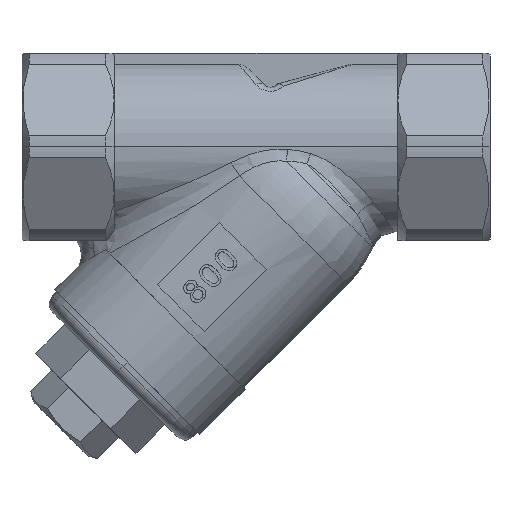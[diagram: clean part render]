
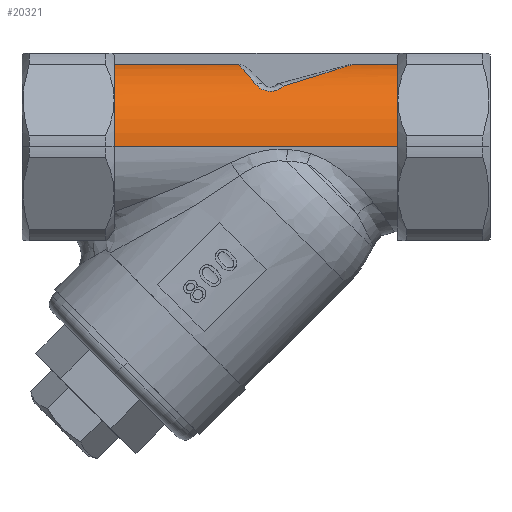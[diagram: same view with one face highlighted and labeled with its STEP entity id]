
A CAD part, top view. The second image highlights one B-rep face of the part: STEP entity #20321.
In plain terms, the highlighted cylindrical face has radius 14.5 mm (diameter 29 mm), a partial arc.
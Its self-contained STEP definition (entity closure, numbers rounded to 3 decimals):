
#803 = LINE ( 'NONE', #4047, #21588 ) ;
#1192 = CARTESIAN_POINT ( 'NONE',  ( 37.312, 14.071, 3.5 ) ) ;
#1404 = CARTESIAN_POINT ( 'NONE',  ( 43.388, 9.574, 10.89 ) ) ;
#1494 = CARTESIAN_POINT ( 'NONE',  ( 40.224, 10.693, 9.793 ) ) ;
#2011 = LINE ( 'NONE', #17099, #6747 ) ;
#2220 = CARTESIAN_POINT ( 'NONE',  ( 84.525, 0., 0. ) ) ;
#2583 =( BOUNDED_CURVE ( )  B_SPLINE_CURVE ( 3, ( #23272, #25304, #13276, #1192 ),
 .UNSPECIFIED., .F., .F. ) 
 B_SPLINE_CURVE_WITH_KNOTS ( ( 4, 4 ),
 ( 2.4, 2.898 ),
 .UNSPECIFIED. ) 
 CURVE ( )  GEOMETRIC_REPRESENTATION_ITEM ( )  RATIONAL_B_SPLINE_CURVE ( ( 1., 0.979, 0.979, 1. ) ) 
 REPRESENTATION_ITEM ( '' )  );
#2596 = CARTESIAN_POINT ( 'NONE',  ( 84.525, 14.071, 3.5 ) ) ;
#3020 = VERTEX_POINT ( 'NONE', #22250 ) ;
#3318 = CYLINDRICAL_SURFACE ( 'NONE', #4871, 14.5 ) ;
#3421 = CARTESIAN_POINT ( 'NONE',  ( 42.916, 9.51, 10.946 ) ) ;
#3425 = VERTEX_POINT ( 'NONE', #10283 ) ;
#3573 = CARTESIAN_POINT ( 'NONE',  ( 56.703, 14.071, 3.5 ) ) ;
#4047 = CARTESIAN_POINT ( 'NONE',  ( 84.525, 0., 14.5 ) ) ;
#4838 = CARTESIAN_POINT ( 'NONE',  ( 64.5, 14.071, 3.5 ) ) ;
#4871 = AXIS2_PLACEMENT_3D ( 'NONE', #2220, #16409, #14407 ) ;
#5327 = CARTESIAN_POINT ( 'NONE',  ( 16., 0., 14.5 ) ) ;
#5433 = CARTESIAN_POINT ( 'NONE',  ( 42.558, 9.505, 10.95 ) ) ;
#5445 = CARTESIAN_POINT ( 'NONE',  ( 44.892, 10.4, 10.104 ) ) ;
#5600 = CARTESIAN_POINT ( 'NONE',  ( 50.672, 12.196, 8.255 ) ) ;
#5617 = EDGE_CURVE ( 'NONE', #3425, #8992, #2583, .T. ) ;
#5851 = DIRECTION ( 'NONE',  ( 1., 0., 0. ) ) ;
#6064 = DIRECTION ( 'NONE',  ( 1., 0., 0. ) ) ;
#6155 = ORIENTED_EDGE ( 'NONE', *, *, #23600, .T. ) ;
#6203 = CIRCLE ( 'NONE', #19914, 14.5 ) ;
#6264 = EDGE_CURVE ( 'NONE', #13449, #18440, #6203, .T. ) ;
#6747 = VECTOR ( 'NONE', #15104, 1000. ) ;
#7221 = ORIENTED_EDGE ( 'NONE', *, *, #6264, .F. ) ;
#7286 = EDGE_CURVE ( 'NONE', #22716, #20616, #22603, .T. ) ;
#7508 = CARTESIAN_POINT ( 'NONE',  ( 41.967, 9.585, 10.88 ) ) ;
#8992 = VERTEX_POINT ( 'NONE', #20729 ) ;
#9189 = DIRECTION ( 'NONE',  ( 1., 0., 0. ) ) ;
#9527 = CARTESIAN_POINT ( 'NONE',  ( 41.33, 9.82, 10.669 ) ) ;
#10283 = CARTESIAN_POINT ( 'NONE',  ( 40.224, 10.693, 9.793 ) ) ;
#11452 = CARTESIAN_POINT ( 'NONE',  ( 44.231, 9.906, 10.59 ) ) ;
#11554 = CARTESIAN_POINT ( 'NONE',  ( 40.783, 10.159, 10.347 ) ) ;
#13276 = CARTESIAN_POINT ( 'NONE',  ( 37.818, 13.485, 5.859 ) ) ;
#13449 = VERTEX_POINT ( 'NONE', #4838 ) ;
#13499 = CARTESIAN_POINT ( 'NONE',  ( 43.612, 9.636, 10.836 ) ) ;
#13578 = CARTESIAN_POINT ( 'NONE',  ( 40.345, 10.553, 9.946 ) ) ;
#13786 = ORIENTED_EDGE ( 'NONE', *, *, #14987, .T. ) ;
#14407 = DIRECTION ( 'NONE',  ( 0., 0., -1. ) ) ;
#14987 = EDGE_CURVE ( 'NONE', #3020, #22346, #20847, .T. ) ;
#15104 = DIRECTION ( 'NONE',  ( -1., 0., 0. ) ) ;
#15421 = CARTESIAN_POINT ( 'NONE',  ( 44.748, 10.266, 10.242 ) ) ;
#15499 = CARTESIAN_POINT ( 'NONE',  ( 43.037, 9.521, 10.936 ) ) ;
#15661 = CARTESIAN_POINT ( 'NONE',  ( 54.701, 13.449, 6.002 ) ) ;
#16409 = DIRECTION ( 'NONE',  ( 1., 0., 0. ) ) ;
#16700 = DIRECTION ( 'NONE',  ( -1., 0., 0. ) ) ;
#16824 = CARTESIAN_POINT ( 'NONE',  ( 64.5, 0., 14.5 ) ) ;
#17099 = CARTESIAN_POINT ( 'NONE',  ( 84.525, 14.071, 3.5 ) ) ;
#17117 = VECTOR ( 'NONE', #16700, 1000. ) ;
#17522 = CARTESIAN_POINT ( 'NONE',  ( 42.677, 9.502, 10.953 ) ) ;
#17916 = CARTESIAN_POINT ( 'NONE',  ( 16., 0., 0. ) ) ;
#17924 = EDGE_LOOP ( 'NONE', ( #13786, #22155, #7221, #6155, #21861, #22022, #20358, #25297 ) ) ;
#18440 = VERTEX_POINT ( 'NONE', #16824 ) ;
#19190 = CARTESIAN_POINT ( 'NONE',  ( 44.892, 10.4, 10.104 ) ) ;
#19529 = CARTESIAN_POINT ( 'NONE',  ( 42.204, 9.536, 10.923 ) ) ;
#19681 = CARTESIAN_POINT ( 'NONE',  ( 44.892, 10.4, 10.104 ) ) ;
#19762 = EDGE_CURVE ( 'NONE', #20616, #3425, #25346, .T. ) ;
#19914 = AXIS2_PLACEMENT_3D ( 'NONE', #21215, #9189, #23235 ) ;
#19922 = DIRECTION ( 'NONE',  ( 0., 0., -1. ) ) ;
#20321 = ADVANCED_FACE ( 'NONE', ( #20666 ), #3318, .T. ) ;
#20358 = ORIENTED_EDGE ( 'NONE', *, *, #5617, .T. ) ;
#20616 = VERTEX_POINT ( 'NONE', #5445 ) ;
#20666 = FACE_OUTER_BOUND ( 'NONE', #17924, .T. ) ;
#20711 = EDGE_CURVE ( 'NONE', #22346, #18440, #803, .T. ) ;
#20729 = CARTESIAN_POINT ( 'NONE',  ( 37.312, 14.071, 3.5 ) ) ;
#20847 = CIRCLE ( 'NONE', #26136, 14.5 ) ;
#21215 = CARTESIAN_POINT ( 'NONE',  ( 64.5, 0., 0. ) ) ;
#21558 = CARTESIAN_POINT ( 'NONE',  ( 41.531, 9.728, 10.753 ) ) ;
#21588 = VECTOR ( 'NONE', #6064, 1000. ) ;
#21861 = ORIENTED_EDGE ( 'NONE', *, *, #7286, .T. ) ;
#22022 = ORIENTED_EDGE ( 'NONE', *, *, #19762, .T. ) ;
#22155 = ORIENTED_EDGE ( 'NONE', *, *, #20711, .T. ) ;
#22250 = CARTESIAN_POINT ( 'NONE',  ( 16., 14.071, 3.5 ) ) ;
#22346 = VERTEX_POINT ( 'NONE', #5327 ) ;
#22603 =( BOUNDED_CURVE ( )  B_SPLINE_CURVE ( 3, ( #3573, #15661, #5600, #19681 ),
 .UNSPECIFIED., .F., .F. ) 
 B_SPLINE_CURVE_WITH_KNOTS ( ( 4, 4 ),
 ( 0.244, 0.771 ),
 .UNSPECIFIED. ) 
 CURVE ( )  GEOMETRIC_REPRESENTATION_ITEM ( )  RATIONAL_B_SPLINE_CURVE ( ( 1., 0.977, 0.977, 1. ) ) 
 REPRESENTATION_ITEM ( '' )  );
#22716 = VERTEX_POINT ( 'NONE', #24142 ) ;
#22865 = EDGE_CURVE ( 'NONE', #8992, #3020, #2011, .T. ) ;
#23235 = DIRECTION ( 'NONE',  ( 0., 0., -1. ) ) ;
#23272 = CARTESIAN_POINT ( 'NONE',  ( 40.224, 10.693, 9.793 ) ) ;
#23489 = CARTESIAN_POINT ( 'NONE',  ( 44.587, 10.137, 10.369 ) ) ;
#23572 = CARTESIAN_POINT ( 'NONE',  ( 40.955, 10.036, 10.467 ) ) ;
#23600 = EDGE_CURVE ( 'NONE', #13449, #22716, #23720, .T. ) ;
#23720 = LINE ( 'NONE', #2596, #17117 ) ;
#24142 = CARTESIAN_POINT ( 'NONE',  ( 56.703, 14.071, 3.5 ) ) ;
#25297 = ORIENTED_EDGE ( 'NONE', *, *, #22865, .T. ) ;
#25304 = CARTESIAN_POINT ( 'NONE',  ( 38.809, 12.335, 8. ) ) ;
#25346 = B_SPLINE_CURVE_WITH_KNOTS ( 'NONE', 3,
 ( #19190, #15421, #23489, #11452, #25517, #13499, #1404, #15499, #3421, #17522, #5433, #19529, #7508, #21558, #9527, #23572, #11554, #25602, #13578, #1494 ),
 .UNSPECIFIED., .F., .F.,
 ( 4, 2, 2, 2, 2, 2, 2, 2, 2, 4 ),
 ( 0., 0.001, 0.001, 0.002, 0.003, 0.003, 0.004, 0.004, 0.005, 0.006 ),
 .UNSPECIFIED. ) ;
#25517 = CARTESIAN_POINT ( 'NONE',  ( 44.037, 9.804, 10.684 ) ) ;
#25602 = CARTESIAN_POINT ( 'NONE',  ( 40.48, 10.417, 10.088 ) ) ;
#26136 = AXIS2_PLACEMENT_3D ( 'NONE', #17916, #5851, #19922 ) ;
